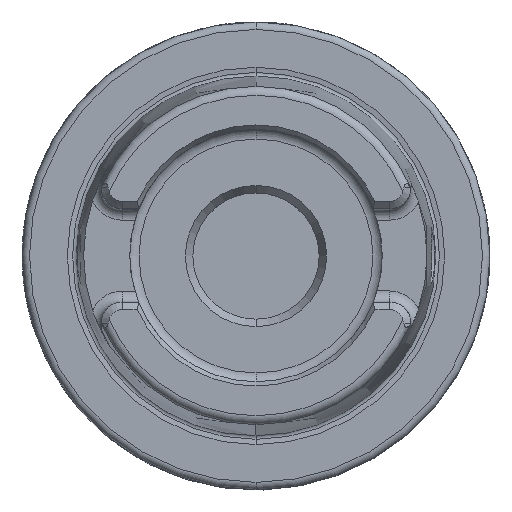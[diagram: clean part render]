
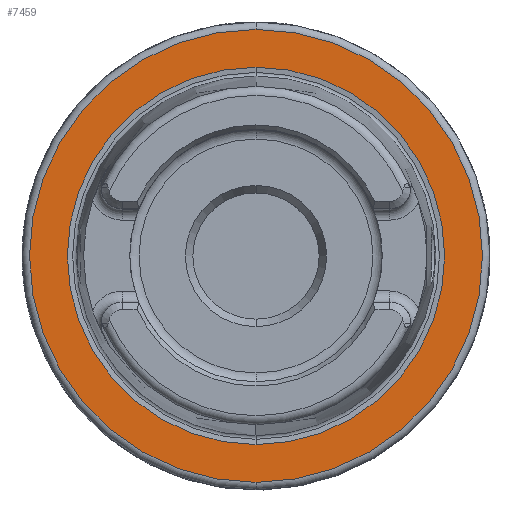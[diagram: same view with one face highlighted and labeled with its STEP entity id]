
A CAD part, top view. The second image highlights one B-rep face of the part: STEP entity #7459.
In plain terms, the highlighted planar face has unit normal (0, 0, 1).
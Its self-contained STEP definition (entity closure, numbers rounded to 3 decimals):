
#1264=CARTESIAN_POINT('',(0,0,26));
#1265=DIRECTION('',(0,0,-1));
#1266=DIRECTION('',(0,1,0));
#1267=AXIS2_PLACEMENT_3D('',#1264,#1265,#1266);
#1277=CARTESIAN_POINT('',(0,0,26));
#1278=DIRECTION('',(0,0,1));
#1279=DIRECTION('',(0,1,0));
#1280=AXIS2_PLACEMENT_3D('',#1277,#1278,#1279);
#1282=CARTESIAN_POINT('',(0,0,26));
#1283=DIRECTION('',(0,0,1));
#1284=DIRECTION('',(0,1,0));
#1285=AXIS2_PLACEMENT_3D('',#1282,#1283,#1284);
#1287=CARTESIAN_POINT('',(0,0,26));
#1288=DIRECTION('',(0,0,1));
#1289=DIRECTION('',(0,-1,0));
#1290=AXIS2_PLACEMENT_3D('',#1287,#1288,#1289);
#5313=CARTESIAN_POINT('',(0,25.409,26));
#5315=VERTEX_POINT('',#5313);
#5349=CARTESIAN_POINT('',(0,-25.409,26));
#5351=VERTEX_POINT('',#5349);
#5415=CARTESIAN_POINT('',(0,30.5,26));
#5416=CARTESIAN_POINT('',(0,-30.5,26));
#5417=VERTEX_POINT('',#5415);
#5418=VERTEX_POINT('',#5416);
#7444=CARTESIAN_POINT('',(0,0,26));
#7445=DIRECTION('',(0,0,-1));
#7446=DIRECTION('',(0,-1,0));
#7447=AXIS2_PLACEMENT_3D('',#7444,#7445,#7446);
#7448=PLANE('',#7447);
#7450=ORIENTED_EDGE('',*,*,#7449,.F.);
#7452=ORIENTED_EDGE('',*,*,#7451,.F.);
#7453=EDGE_LOOP('',(#7450,#7452));
#7454=FACE_OUTER_BOUND('',#7453,.F.);
#7455=ORIENTED_EDGE('',*,*,#7439,.T.);
#7456=ORIENTED_EDGE('',*,*,#7423,.F.);
#7457=EDGE_LOOP('',(#7455,#7456));
#7458=FACE_BOUND('',#7457,.F.);
#7459=ADVANCED_FACE('',(#7454,#7458),#7448,.F.);
#1268=CIRCLE('',#1267,25.409);
#1281=CIRCLE('',#1280,25.409);
#1286=CIRCLE('',#1285,30.5);
#1291=CIRCLE('',#1290,30.5);
#7423=EDGE_CURVE('',#5315,#5351,#1268,.T.);
#7439=EDGE_CURVE('',#5315,#5351,#1281,.T.);
#7449=EDGE_CURVE('',#5417,#5418,#1286,.T.);
#7451=EDGE_CURVE('',#5418,#5417,#1291,.T.);
